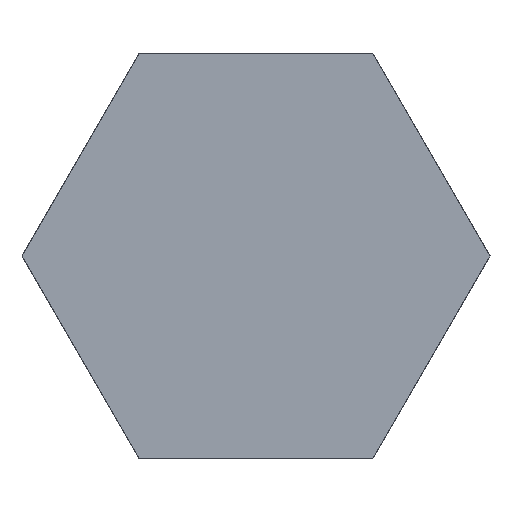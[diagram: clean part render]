
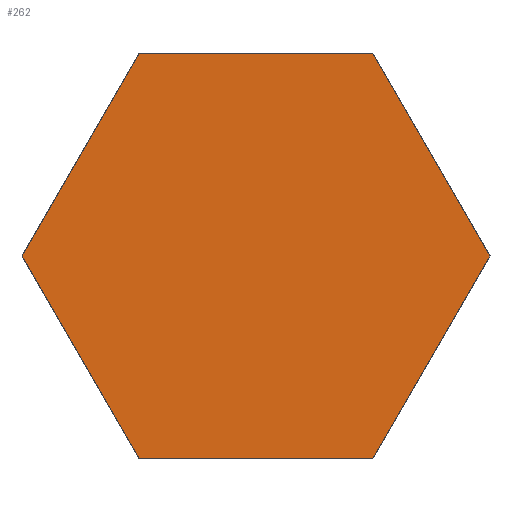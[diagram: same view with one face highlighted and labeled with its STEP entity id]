
A CAD part, left-side view. The second image highlights one B-rep face of the part: STEP entity #262.
In plain terms, the highlighted planar face has unit normal (-1, 0, 0).
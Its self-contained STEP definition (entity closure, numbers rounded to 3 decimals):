
#72=CARTESIAN_POINT('Vertex',(0.,324.999,562.915)) ;
#77=CARTESIAN_POINT('Line Origine',(0.,0.,562.915)) ;
#81=CARTESIAN_POINT('Vertex',(0.,-324.999,562.915)) ;
#108=CARTESIAN_POINT('Line Origine',(0.,-487.499,281.458)) ;
#112=CARTESIAN_POINT('Vertex',(0.,-649.998,0.)) ;
#139=CARTESIAN_POINT('Line Origine',(0.,-487.499,-281.458)) ;
#143=CARTESIAN_POINT('Vertex',(0.,-324.999,-562.915)) ;
#170=CARTESIAN_POINT('Line Origine',(0.,0.,-562.915)) ;
#174=CARTESIAN_POINT('Vertex',(0.,324.999,-562.915)) ;
#201=CARTESIAN_POINT('Line Origine',(0.,487.499,-281.458)) ;
#205=CARTESIAN_POINT('Vertex',(0.,649.998,0.)) ;
#232=CARTESIAN_POINT('Line Origine',(0.,487.499,281.458)) ;
#249=CARTESIAN_POINT('Axis2P3D Location',(0.,0.,0.)) ;
#78=DIRECTION('Vector Direction',(0.,-1.,0.)) ;
#109=DIRECTION('Vector Direction',(0.,-0.5,-0.866)) ;
#140=DIRECTION('Vector Direction',(0.,0.5,-0.866)) ;
#171=DIRECTION('Vector Direction',(0.,1.,0.)) ;
#202=DIRECTION('Vector Direction',(0.,0.5,0.866)) ;
#233=DIRECTION('Vector Direction',(0.,-0.5,0.866)) ;
#250=DIRECTION('Axis2P3D Direction',(1.,0.,0.)) ;
#251=DIRECTION('Axis2P3D XDirection',(0.,1.,0.)) ;
#252=AXIS2_PLACEMENT_3D('Plane Axis2P3D',#249,#250,#251) ;
#255=ORIENTED_EDGE('',*,*,#236,.F.) ;
#256=ORIENTED_EDGE('',*,*,#207,.F.) ;
#257=ORIENTED_EDGE('',*,*,#176,.F.) ;
#258=ORIENTED_EDGE('',*,*,#145,.F.) ;
#259=ORIENTED_EDGE('',*,*,#114,.F.) ;
#260=ORIENTED_EDGE('',*,*,#83,.F.) ;
#79=VECTOR('Line Direction',#78,1.) ;
#110=VECTOR('Line Direction',#109,1.) ;
#141=VECTOR('Line Direction',#140,1.) ;
#172=VECTOR('Line Direction',#171,1.) ;
#203=VECTOR('Line Direction',#202,1.) ;
#234=VECTOR('Line Direction',#233,1.) ;
#262=ADVANCED_FACE('Hauptk\X2\00F6\X0\rper',(#261),#253,.F.) ;
#83=EDGE_CURVE('',#73,#82,#80,.T.) ;
#114=EDGE_CURVE('',#82,#113,#111,.T.) ;
#145=EDGE_CURVE('',#113,#144,#142,.T.) ;
#176=EDGE_CURVE('',#144,#175,#173,.T.) ;
#207=EDGE_CURVE('',#175,#206,#204,.T.) ;
#236=EDGE_CURVE('',#206,#73,#235,.T.) ;
#254=EDGE_LOOP('',(#255,#256,#257,#258,#259,#260)) ;
#261=FACE_OUTER_BOUND('',#254,.T.) ;
#80=LINE('Line',#77,#79) ;
#111=LINE('Line',#108,#110) ;
#142=LINE('Line',#139,#141) ;
#173=LINE('Line',#170,#172) ;
#204=LINE('Line',#201,#203) ;
#235=LINE('Line',#232,#234) ;
#253=PLANE('Plane',#252) ;
#73=VERTEX_POINT('',#72) ;
#82=VERTEX_POINT('',#81) ;
#113=VERTEX_POINT('',#112) ;
#144=VERTEX_POINT('',#143) ;
#175=VERTEX_POINT('',#174) ;
#206=VERTEX_POINT('',#205) ;
